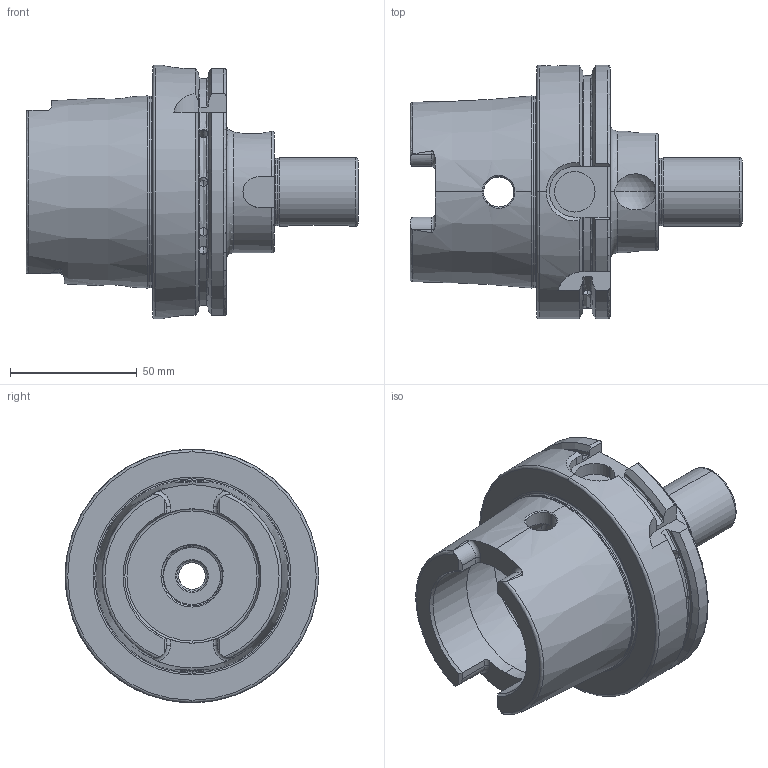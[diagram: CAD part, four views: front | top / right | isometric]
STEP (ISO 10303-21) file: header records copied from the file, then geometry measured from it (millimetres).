
FILE_DESCRIPTION (( 'STEP AP203' ), '1' );
FILE_NAME ('A100.10.27.STEP', '2016-10-12T08:44:39', ( '' ), ( '' ), 'SwSTEP 2.0', 'SolidWorks 2012', '' );
FILE_SCHEMA (( 'CONFIG_CONTROL_DESIGN' ));
Length unit declared in the file: millimetre
Products named in the file (1): A100.10.27
Bounding box: 131 x 100 x 100 mm (x, y, z)
Volume: 296274 mm3; surface area: 59695.1 mm2
Topology: 1 solids, 1 shells, 265 faces, 721 edges, 453 vertices
Faces by surface type: cylinder 111, plane 58, torus 42, cone 40, bspline 12, sphere 2
Entity records: 20261 total; most frequent: CARTESIAN_POINT 14040, ORIENTED_EDGE 1422, DIRECTION 1164, EDGE_CURVE 711, AXIS2_PLACEMENT_3D 467, VERTEX_POINT 453, EDGE_LOOP 276, FACE_OUTER_BOUND 265
